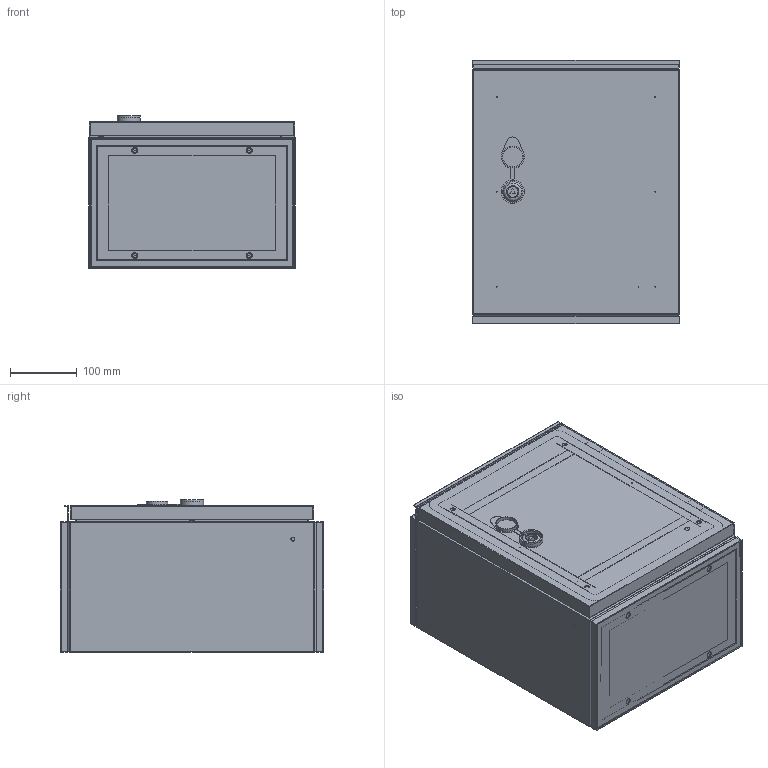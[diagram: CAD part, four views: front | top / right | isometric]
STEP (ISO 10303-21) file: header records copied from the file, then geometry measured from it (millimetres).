
FILE_DESCRIPTION (( 'STEP AP203' ), '1' );
FILE_NAME ('YKM40-01-65 Êîðïóñ ìåòàëëè÷åñêèé ÙÌÏ-1-0 74 Ó1 IP65 GARANT.STEP', '2016-08-30T08:13:12', ( '' ), ( '' ), 'SwSTEP 2.0', 'SolidWorks 2014', '' );
FILE_SCHEMA (( 'CONFIG_CONTROL_DESIGN' ));
Length unit declared in the file: millimetre
Products named in the file (1): YKM40-01-65 Êîðïóñ ìåòàëëè÷åñêèé ÙÌÏ-1-0 74 Ó1 IP65 GARANT
Bounding box: 310 x 395 x 229 mm (x, y, z)
Volume: 1048321.2 mm3; surface area: 1702809.5 mm2
Topology: 7 solids, 12 shells, 1257 faces, 3178 edges, 2066 vertices
Faces by surface type: plane 777, cylinder 309, bspline 115, cone 56
Full cylindrical faces by diameter (mm): 1 x15, 3.6 x40, 4 x8, 4.2 x2, 4.3 x2, 5.2 x44, 5.5 x4, 6 x20, 6.5 x36, 7.5 x13, 8 x4, 9 x8, 10 x4, 14.2 x4, 16 x1, 30 x1, 32 x1, 33 x1, 35 x1
Entity records: 45520 total; most frequent: CARTESIAN_POINT 17431, ORIENTED_EDGE 5454, DIRECTION 5293, EDGE_CURVE 2727, EDGE_LOOP 1997, VERTEX_POINT 1942, AXIS2_PLACEMENT_3D 1782, LINE 1729
